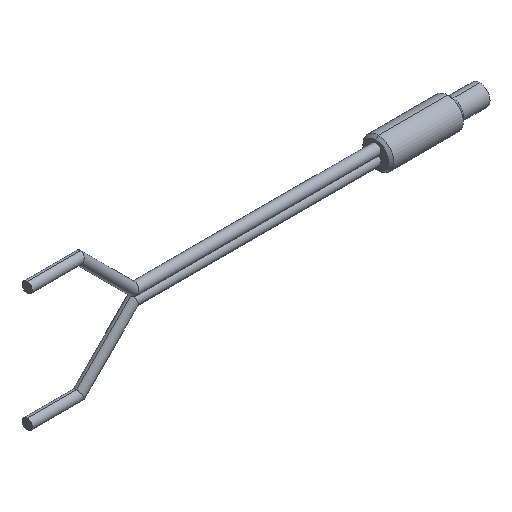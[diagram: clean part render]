
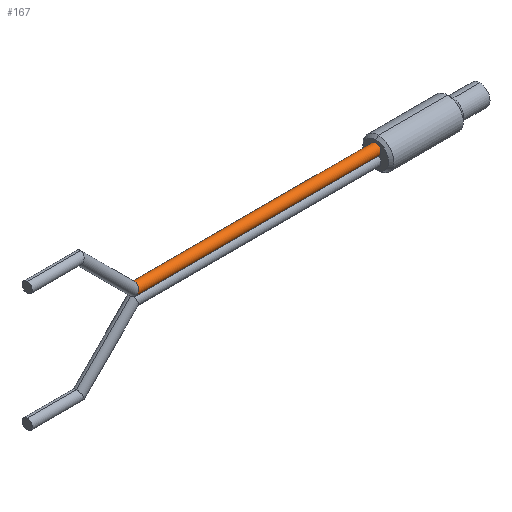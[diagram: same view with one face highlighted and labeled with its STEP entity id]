
A CAD part, isometric view. The second image highlights one B-rep face of the part: STEP entity #167.
In plain terms, the highlighted cylindrical face has radius 1 mm (diameter 2 mm), a partial arc.
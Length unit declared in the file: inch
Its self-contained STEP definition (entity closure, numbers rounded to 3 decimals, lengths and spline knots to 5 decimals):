
#7 = CARTESIAN_POINT ( 'NONE',  ( -1.86311, 0.05406, -0.01232 ) ) ;
#26 = CARTESIAN_POINT ( 'NONE',  ( -1.8417, -0.06386, 0.03937 ) ) ;
#36 = VERTEX_POINT ( 'NONE', #398 ) ;
#88 = CARTESIAN_POINT ( 'NONE',  ( 0., 0.00633, -0.03543 ) ) ;
#96 = EDGE_LOOP ( 'NONE', ( #859, #427, #434, #587, #367 ) ) ;
#151 = LINE ( 'NONE', #924, #759 ) ;
#167 = ADVANCED_FACE ( 'NONE', ( #522 ), #391, .T. ) ;
#196 = CARTESIAN_POINT ( 'NONE',  ( 0., -0.01083, 0. ) ) ;
#201 = EDGE_CURVE ( 'NONE', #318, #349, #151, .T. ) ;
#233 = DIRECTION ( 'NONE',  ( -1., 0., 0. ) ) ;
#260 = CARTESIAN_POINT ( 'NONE',  ( -1.87268, 0.00633, -0.03543 ) ) ;
#265 = CIRCLE ( 'NONE', #1025, 0.03937 ) ;
#294 =( BOUNDED_CURVE ( )  B_SPLINE_CURVE ( 3, ( #260, #7, #506, #995 ),
 .UNSPECIFIED., .F., .T. ) 
 B_SPLINE_CURVE_WITH_KNOTS ( ( 4, 4 ),
 ( 3.59262, 6.28319 ),
 .UNSPECIFIED. ) 
 CURVE ( )  GEOMETRIC_REPRESENTATION_ITEM ( )  RATIONAL_B_SPLINE_CURVE ( ( 1., 0.482, 0.482, 1. ) ) 
 REPRESENTATION_ITEM ( '' )  );
#318 = VERTEX_POINT ( 'NONE', #938 ) ;
#349 = VERTEX_POINT ( 'NONE', #436 ) ;
#367 = ORIENTED_EDGE ( 'NONE', *, *, #201, .T. ) ;
#380 = AXIS2_PLACEMENT_3D ( 'NONE', #196, #595, #1012 ) ;
#391 = CYLINDRICAL_SURFACE ( 'NONE', #380, 0.03937 ) ;
#398 = CARTESIAN_POINT ( 'NONE',  ( -1.8417, -0.01083, 0.03937 ) ) ;
#403 = DIRECTION ( 'NONE',  ( 0., 0., -1. ) ) ;
#423 = LINE ( 'NONE', #88, #453 ) ;
#427 = ORIENTED_EDGE ( 'NONE', *, *, #693, .T. ) ;
#434 = ORIENTED_EDGE ( 'NONE', *, *, #951, .T. ) ;
#436 = CARTESIAN_POINT ( 'NONE',  ( 0., -0.02799, -0.03543 ) ) ;
#453 = VECTOR ( 'NONE', #501, 39.37008 ) ;
#458 =( BOUNDED_CURVE ( )  B_SPLINE_CURVE ( 3, ( #523, #26, #926, #519 ),
 .UNSPECIFIED., .F., .T. ) 
 B_SPLINE_CURVE_WITH_KNOTS ( ( 4, 4 ),
 ( 0., 2.69057 ),
 .UNSPECIFIED. ) 
 CURVE ( )  GEOMETRIC_REPRESENTATION_ITEM ( )  RATIONAL_B_SPLINE_CURVE ( ( 1., 0.482, 0.482, 1. ) ) 
 REPRESENTATION_ITEM ( '' )  );
#477 = CARTESIAN_POINT ( 'NONE',  ( 0., 0.00633, -0.03543 ) ) ;
#482 = CARTESIAN_POINT ( 'NONE',  ( 0., -0.01083, 0. ) ) ;
#501 = DIRECTION ( 'NONE',  ( -1., 0., 0. ) ) ;
#506 = CARTESIAN_POINT ( 'NONE',  ( -1.8417, 0.0422, 0.03937 ) ) ;
#519 = CARTESIAN_POINT ( 'NONE',  ( -1.87268, -0.02799, -0.03543 ) ) ;
#522 = FACE_OUTER_BOUND ( 'NONE', #96, .T. ) ;
#523 = CARTESIAN_POINT ( 'NONE',  ( -1.8417, -0.01083, 0.03937 ) ) ;
#573 = EDGE_CURVE ( 'NONE', #349, #613, #265, .T. ) ;
#587 = ORIENTED_EDGE ( 'NONE', *, *, #1037, .T. ) ;
#595 = DIRECTION ( 'NONE',  ( 1., 0., 0. ) ) ;
#613 = VERTEX_POINT ( 'NONE', #477 ) ;
#658 = CARTESIAN_POINT ( 'NONE',  ( -1.87268, 0.00633, -0.03543 ) ) ;
#693 = EDGE_CURVE ( 'NONE', #613, #958, #423, .T. ) ;
#759 = VECTOR ( 'NONE', #1017, 39.37008 ) ;
#859 = ORIENTED_EDGE ( 'NONE', *, *, #573, .T. ) ;
#924 = CARTESIAN_POINT ( 'NONE',  ( 0., -0.02799, -0.03543 ) ) ;
#926 = CARTESIAN_POINT ( 'NONE',  ( -1.86311, -0.07572, -0.01232 ) ) ;
#938 = CARTESIAN_POINT ( 'NONE',  ( -1.87268, -0.02799, -0.03543 ) ) ;
#951 = EDGE_CURVE ( 'NONE', #958, #36, #294, .T. ) ;
#958 = VERTEX_POINT ( 'NONE', #658 ) ;
#995 = CARTESIAN_POINT ( 'NONE',  ( -1.8417, -0.01083, 0.03937 ) ) ;
#1012 = DIRECTION ( 'NONE',  ( 0., 0., -1. ) ) ;
#1017 = DIRECTION ( 'NONE',  ( 1., 0., 0. ) ) ;
#1025 = AXIS2_PLACEMENT_3D ( 'NONE', #482, #233, #403 ) ;
#1037 = EDGE_CURVE ( 'NONE', #36, #318, #458, .T. ) ;
